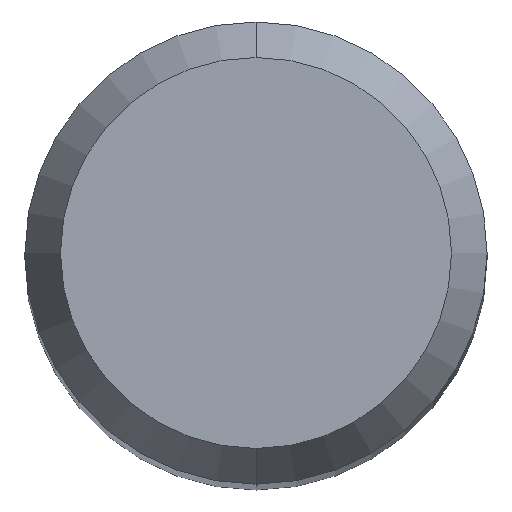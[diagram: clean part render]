
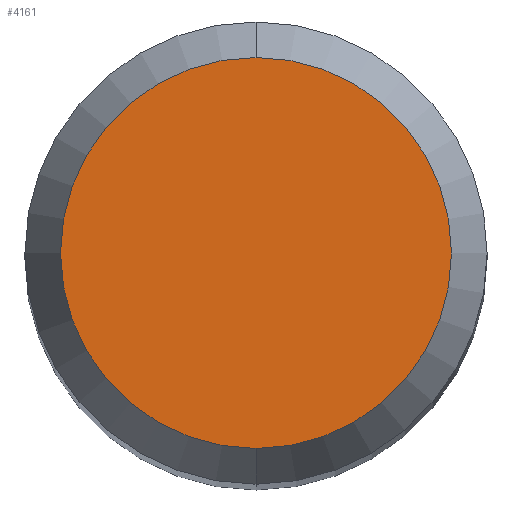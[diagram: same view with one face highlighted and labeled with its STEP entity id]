
A CAD part, top view. The second image highlights one B-rep face of the part: STEP entity #4161.
In plain terms, the highlighted planar face has unit normal (0, 0, 1).
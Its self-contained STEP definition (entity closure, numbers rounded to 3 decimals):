
#2927=VERTEX_POINT('',#7826);
#4161=ADVANCED_FACE('',(#9175),#9176,.T.);
#5027=VERTEX_POINT('',#10121);
#5331=EDGE_CURVE('',#5027,#2927,#10452,.T.);
#5385=EDGE_CURVE('',#2927,#5027,#10513,.T.);
#7826=CARTESIAN_POINT('',(0.0,2.538,0.0));
#9175=FACE_OUTER_BOUND('',#15833,.T.);
#9176=PLANE('',#15834);
#10121=CARTESIAN_POINT('',(0.,-2.538,0.0));
#10452=CIRCLE('',#18071,2.538);
#10513=CIRCLE('',#18168,2.538);
#15833=EDGE_LOOP('',(#24199,#24200));
#15834=AXIS2_PLACEMENT_3D('',#24201,#24202,#24203);
#18071=AXIS2_PLACEMENT_3D('',#25536,#25537,#25538);
#18168=AXIS2_PLACEMENT_3D('',#25613,#25614,#25615);
#24199=ORIENTED_EDGE('',*,*,#5385,.F.);
#24200=ORIENTED_EDGE('',*,*,#5331,.F.);
#24201=CARTESIAN_POINT('',(0.0,1.269,0.0));
#24202=DIRECTION('',(-0.0,0.0,1.0));
#24203=DIRECTION('',(0.0,-1.0,0.0));
#25536=CARTESIAN_POINT('',(0.0,0.0,0.0));
#25537=DIRECTION('',(0.0,0.0,-1.0));
#25538=DIRECTION('',(0.0,1.0,0.0));
#25613=CARTESIAN_POINT('',(0.0,0.0,0.0));
#25614=DIRECTION('',(0.0,0.0,-1.0));
#25615=DIRECTION('',(0.0,1.0,0.0));
